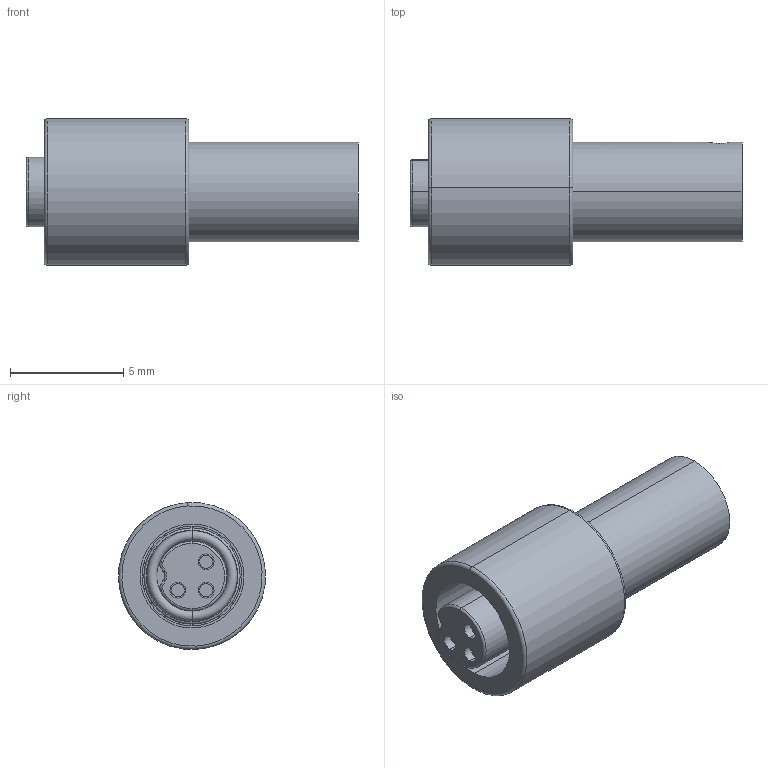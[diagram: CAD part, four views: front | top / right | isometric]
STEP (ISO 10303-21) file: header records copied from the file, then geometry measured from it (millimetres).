
FILE_DESCRIPTION (( 'STEP AP203' ), '1' );
FILE_NAME ('50-00672_revA.STEP', '2025-03-24T22:23:37', ( '' ), ( '' ), 'SwSTEP 2.0', 'SolidWorks 2021', '' );
FILE_SCHEMA (( 'CONFIG_CONTROL_DESIGN' ));
Length unit declared in the file: millimetre
Products named in the file (7): M5Female_inline threads_Step; M5F_shield; M5_oring_small; 50-00672_revA; M5Female_socket; M5F3P
Assembly tree (8 placements, depth 3):
  50-00672_revA
    M5Female_inline threads_Step
    M5_oring_small
    M5F3P
      M5F3P
      M5Female_socket  x3
    M5F_shield
Bounding box: 14.67 x 6.49 x 6.49 mm (x, y, z)
Volume: 257.6 mm3; surface area: 918.1 mm2
Topology: 7 solids, 7 shells, 136 faces, 297 edges, 180 vertices
Faces by surface type: cylinder 60, plane 41, torus 20, cone 12, bspline 3
Entity records: 3914 total; most frequent: CARTESIAN_POINT 1016, DIRECTION 504, ORIENTED_EDGE 400, AXIS2_PLACEMENT_3D 223, EDGE_CURVE 200, VERTEX_POINT 122, CIRCLE 120, EDGE_LOOP 110
